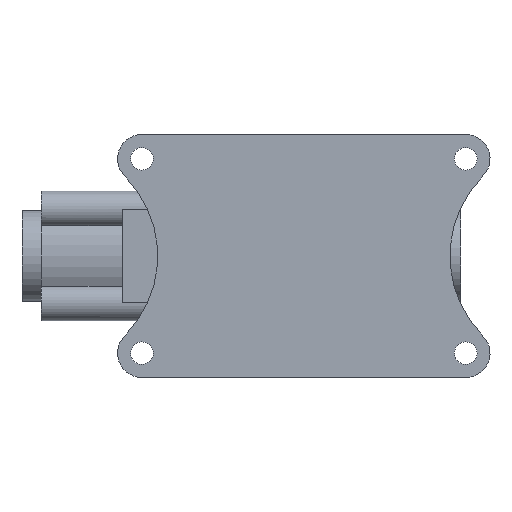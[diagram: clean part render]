
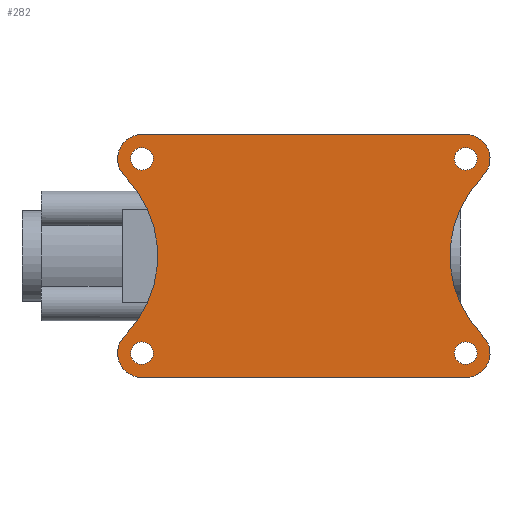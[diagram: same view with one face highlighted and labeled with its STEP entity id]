
A CAD part, front view. The second image highlights one B-rep face of the part: STEP entity #282.
In plain terms, the highlighted planar face has unit normal (0, -1, 0).
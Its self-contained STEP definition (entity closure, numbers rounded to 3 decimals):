
#33 = AXIS2_PLACEMENT_3D ( 'NONE', #2970, #2187, #1732 ) ;
#53 = VERTEX_POINT ( 'NONE', #1175 ) ;
#57 = DIRECTION ( 'NONE',  ( 0., 0., -1. ) ) ;
#58 = ORIENTED_EDGE ( 'NONE', *, *, #4636, .F. ) ;
#93 = DIRECTION ( 'NONE',  ( 0., 1., 0. ) ) ;
#142 = AXIS2_PLACEMENT_3D ( 'NONE', #1917, #4639, #3412 ) ;
#198 = CARTESIAN_POINT ( 'NONE',  ( 142.5, -45., -60. ) ) ;
#247 = DIRECTION ( 'NONE',  ( 0., 0., -1. ) ) ;
#282 = ADVANCED_FACE ( 'NONE', ( #1428, #4898, #3711, #2522, #2922 ), #3351, .F. ) ;
#286 = CIRCLE ( 'NONE', #4977, 7. ) ;
#321 = EDGE_LOOP ( 'NONE', ( #3358, #3339 ) ) ;
#371 = DIRECTION ( 'NONE',  ( 0., 0., -1. ) ) ;
#390 = AXIS2_PLACEMENT_3D ( 'NONE', #2798, #4347, #247 ) ;
#451 = ORIENTED_EDGE ( 'NONE', *, *, #2853, .F. ) ;
#490 = CARTESIAN_POINT ( 'NONE',  ( -57.5, -45., -53. ) ) ;
#530 = ORIENTED_EDGE ( 'NONE', *, *, #4297, .F. ) ;
#569 = DIRECTION ( 'NONE',  ( 1., 0., 0. ) ) ;
#574 = DIRECTION ( 'NONE',  ( 0., 1., 0. ) ) ;
#721 = CARTESIAN_POINT ( 'NONE',  ( -57.5, -45., 53. ) ) ;
#793 = AXIS2_PLACEMENT_3D ( 'NONE', #2421, #93, #4726 ) ;
#855 = CARTESIAN_POINT ( 'NONE',  ( 142.5, -45., 60. ) ) ;
#862 = AXIS2_PLACEMENT_3D ( 'NONE', #1650, #4749, #1275 ) ;
#920 = EDGE_CURVE ( 'NONE', #3321, #3528, #3172, .T. ) ;
#933 = VERTEX_POINT ( 'NONE', #2781 ) ;
#961 = DIRECTION ( 'NONE',  ( 0., 0., -1. ) ) ;
#1001 = LINE ( 'NONE', #2112, #1928 ) ;
#1041 = CIRCLE ( 'NONE', #2169, 15. ) ;
#1064 = VERTEX_POINT ( 'NONE', #2910 ) ;
#1139 = VERTEX_POINT ( 'NONE', #4457 ) ;
#1175 = CARTESIAN_POINT ( 'NONE',  ( 142.5, -45., -75. ) ) ;
#1197 = CIRCLE ( 'NONE', #793, 7. ) ;
#1206 = DIRECTION ( 'NONE',  ( 0., 1., 0. ) ) ;
#1223 = CARTESIAN_POINT ( 'NONE',  ( -57.5, -45., -67. ) ) ;
#1233 = CIRCLE ( 'NONE', #2767, 70. ) ;
#1264 = EDGE_CURVE ( 'NONE', #4674, #933, #2940, .T. ) ;
#1275 = DIRECTION ( 'NONE',  ( 0., 0., 1. ) ) ;
#1329 = CARTESIAN_POINT ( 'NONE',  ( 142.5, -45., -53. ) ) ;
#1337 = ORIENTED_EDGE ( 'NONE', *, *, #4908, .T. ) ;
#1366 = AXIS2_PLACEMENT_3D ( 'NONE', #1868, #3496, #3418 ) ;
#1372 = AXIS2_PLACEMENT_3D ( 'NONE', #1870, #4496, #3396 ) ;
#1380 = CARTESIAN_POINT ( 'NONE',  ( -57.5, -45., -75. ) ) ;
#1403 = AXIS2_PLACEMENT_3D ( 'NONE', #2242, #1206, #2317 ) ;
#1427 = CIRCLE ( 'NONE', #862, 7. ) ;
#1428 = FACE_BOUND ( 'NONE', #2513, .T. ) ;
#1468 = AXIS2_PLACEMENT_3D ( 'NONE', #3078, #2270, #2648 ) ;
#1539 = VERTEX_POINT ( 'NONE', #2548 ) ;
#1650 = CARTESIAN_POINT ( 'NONE',  ( -57.5, -45., 60. ) ) ;
#1711 = DIRECTION ( 'NONE',  ( 0., 1., 0. ) ) ;
#1732 = DIRECTION ( 'NONE',  ( 0., 0., 1. ) ) ;
#1768 = VERTEX_POINT ( 'NONE', #3531 ) ;
#1780 = VERTEX_POINT ( 'NONE', #1223 ) ;
#1795 = VERTEX_POINT ( 'NONE', #490 ) ;
#1822 = DIRECTION ( 'NONE',  ( 0., 1., 0. ) ) ;
#1846 = EDGE_CURVE ( 'NONE', #1539, #3953, #1427, .T. ) ;
#1868 = CARTESIAN_POINT ( 'NONE',  ( 142.5, -45., 60. ) ) ;
#1870 = CARTESIAN_POINT ( 'NONE',  ( 142.5, -45., -60. ) ) ;
#1890 = CARTESIAN_POINT ( 'NONE',  ( 142.5, -45., 53. ) ) ;
#1910 = CARTESIAN_POINT ( 'NONE',  ( 202.708, -45., 0. ) ) ;
#1917 = CARTESIAN_POINT ( 'NONE',  ( -117.708, -45., 0. ) ) ;
#1928 = VECTOR ( 'NONE', #569, 1000. ) ;
#2015 = AXIS2_PLACEMENT_3D ( 'NONE', #4263, #3092, #57 ) ;
#2088 = CIRCLE ( 'NONE', #1366, 15. ) ;
#2096 = ORIENTED_EDGE ( 'NONE', *, *, #2504, .F. ) ;
#2112 = CARTESIAN_POINT ( 'NONE',  ( -57.5, -45., 75. ) ) ;
#2120 = AXIS2_PLACEMENT_3D ( 'NONE', #855, #3999, #961 ) ;
#2142 = CARTESIAN_POINT ( 'NONE',  ( 142.5, -45., 75. ) ) ;
#2169 = AXIS2_PLACEMENT_3D ( 'NONE', #198, #1711, #2476 ) ;
#2187 = DIRECTION ( 'NONE',  ( 0., 1., 0. ) ) ;
#2242 = CARTESIAN_POINT ( 'NONE',  ( -57.5, -45., -60. ) ) ;
#2270 = DIRECTION ( 'NONE',  ( 0., 1., 0. ) ) ;
#2274 = CARTESIAN_POINT ( 'NONE',  ( -57.5, -45., 60. ) ) ;
#2317 = DIRECTION ( 'NONE',  ( 0., 0., 1. ) ) ;
#2407 = EDGE_CURVE ( 'NONE', #1795, #1780, #3410, .T. ) ;
#2421 = CARTESIAN_POINT ( 'NONE',  ( 142.5, -45., -60. ) ) ;
#2476 = DIRECTION ( 'NONE',  ( 0., 0., -1. ) ) ;
#2504 = EDGE_CURVE ( 'NONE', #1064, #2604, #1233, .T. ) ;
#2513 = EDGE_LOOP ( 'NONE', ( #3131, #4832 ) ) ;
#2522 = FACE_BOUND ( 'NONE', #3271, .T. ) ;
#2548 = CARTESIAN_POINT ( 'NONE',  ( -57.5, -45., 67. ) ) ;
#2595 = ORIENTED_EDGE ( 'NONE', *, *, #3618, .F. ) ;
#2604 = VERTEX_POINT ( 'NONE', #3590 ) ;
#2630 = EDGE_CURVE ( 'NONE', #1780, #1795, #286, .T. ) ;
#2648 = DIRECTION ( 'NONE',  ( 0., 0., -1. ) ) ;
#2761 = VERTEX_POINT ( 'NONE', #2142 ) ;
#2767 = AXIS2_PLACEMENT_3D ( 'NONE', #1910, #3840, #371 ) ;
#2781 = CARTESIAN_POINT ( 'NONE',  ( -68.125, -45., -49.412 ) ) ;
#2798 = CARTESIAN_POINT ( 'NONE',  ( -57.5, -45., 60. ) ) ;
#2853 = EDGE_CURVE ( 'NONE', #53, #4674, #3888, .T. ) ;
#2910 = CARTESIAN_POINT ( 'NONE',  ( 153.125, -45., 49.412 ) ) ;
#2922 = FACE_OUTER_BOUND ( 'NONE', #3422, .T. ) ;
#2940 = CIRCLE ( 'NONE', #1403, 15. ) ;
#2967 = EDGE_CURVE ( 'NONE', #3089, #3529, #1197, .T. ) ;
#2970 = CARTESIAN_POINT ( 'NONE',  ( -57.5, -45., -60. ) ) ;
#3078 = CARTESIAN_POINT ( 'NONE',  ( -57.5, -45., -60. ) ) ;
#3085 = CARTESIAN_POINT ( 'NONE',  ( 142.5, -45., -67. ) ) ;
#3089 = VERTEX_POINT ( 'NONE', #1329 ) ;
#3092 = DIRECTION ( 'NONE',  ( 0., 1., 0. ) ) ;
#3131 = ORIENTED_EDGE ( 'NONE', *, *, #2407, .T. ) ;
#3172 = CIRCLE ( 'NONE', #2120, 7. ) ;
#3213 = CIRCLE ( 'NONE', #142, 70. ) ;
#3214 = EDGE_CURVE ( 'NONE', #2761, #1064, #2088, .T. ) ;
#3219 = CARTESIAN_POINT ( 'NONE',  ( 142.5, -45., 67. ) ) ;
#3271 = EDGE_LOOP ( 'NONE', ( #4281, #4921 ) ) ;
#3321 = VERTEX_POINT ( 'NONE', #3219 ) ;
#3339 = ORIENTED_EDGE ( 'NONE', *, *, #3627, .T. ) ;
#3351 = PLANE ( 'NONE',  #33 ) ;
#3358 = ORIENTED_EDGE ( 'NONE', *, *, #1846, .T. ) ;
#3367 = DIRECTION ( 'NONE',  ( 0., 0., 1. ) ) ;
#3396 = DIRECTION ( 'NONE',  ( 0., 0., 1. ) ) ;
#3410 = CIRCLE ( 'NONE', #1468, 7. ) ;
#3412 = DIRECTION ( 'NONE',  ( 0., 0., 1. ) ) ;
#3418 = DIRECTION ( 'NONE',  ( 0., 0., 1. ) ) ;
#3422 = EDGE_LOOP ( 'NONE', ( #3869, #451, #530, #2096, #3878, #58, #3894, #2595 ) ) ;
#3496 = DIRECTION ( 'NONE',  ( 0., 1., 0. ) ) ;
#3518 = EDGE_LOOP ( 'NONE', ( #4047, #1337 ) ) ;
#3528 = VERTEX_POINT ( 'NONE', #1890 ) ;
#3529 = VERTEX_POINT ( 'NONE', #3085 ) ;
#3531 = CARTESIAN_POINT ( 'NONE',  ( -57.5, -45., 75. ) ) ;
#3547 = CIRCLE ( 'NONE', #390, 15. ) ;
#3590 = CARTESIAN_POINT ( 'NONE',  ( 153.125, -45., -49.412 ) ) ;
#3618 = EDGE_CURVE ( 'NONE', #933, #1139, #3213, .T. ) ;
#3627 = EDGE_CURVE ( 'NONE', #3953, #1539, #3858, .T. ) ;
#3666 = DIRECTION ( 'NONE',  ( 0., 0., -1. ) ) ;
#3711 = FACE_BOUND ( 'NONE', #3518, .T. ) ;
#3834 = CARTESIAN_POINT ( 'NONE',  ( -57.5, -45., -75. ) ) ;
#3840 = DIRECTION ( 'NONE',  ( 0., -1., 0. ) ) ;
#3858 = CIRCLE ( 'NONE', #4513, 7. ) ;
#3869 = ORIENTED_EDGE ( 'NONE', *, *, #1264, .F. ) ;
#3878 = ORIENTED_EDGE ( 'NONE', *, *, #3214, .F. ) ;
#3888 = LINE ( 'NONE', #3834, #4500 ) ;
#3894 = ORIENTED_EDGE ( 'NONE', *, *, #4205, .F. ) ;
#3953 = VERTEX_POINT ( 'NONE', #721 ) ;
#3962 = CIRCLE ( 'NONE', #1372, 7. ) ;
#3999 = DIRECTION ( 'NONE',  ( 0., 1., 0. ) ) ;
#4046 = CARTESIAN_POINT ( 'NONE',  ( -57.5, -45., -60. ) ) ;
#4047 = ORIENTED_EDGE ( 'NONE', *, *, #920, .T. ) ;
#4200 = CIRCLE ( 'NONE', #2015, 7. ) ;
#4205 = EDGE_CURVE ( 'NONE', #1139, #1768, #3547, .T. ) ;
#4263 = CARTESIAN_POINT ( 'NONE',  ( 142.5, -45., 60. ) ) ;
#4281 = ORIENTED_EDGE ( 'NONE', *, *, #2967, .T. ) ;
#4297 = EDGE_CURVE ( 'NONE', #2604, #53, #1041, .T. ) ;
#4347 = DIRECTION ( 'NONE',  ( 0., 1., 0. ) ) ;
#4457 = CARTESIAN_POINT ( 'NONE',  ( -68.125, -45., 49.412 ) ) ;
#4496 = DIRECTION ( 'NONE',  ( 0., 1., 0. ) ) ;
#4500 = VECTOR ( 'NONE', #4601, 1000. ) ;
#4513 = AXIS2_PLACEMENT_3D ( 'NONE', #2274, #1822, #3367 ) ;
#4601 = DIRECTION ( 'NONE',  ( -1., 0., 0. ) ) ;
#4636 = EDGE_CURVE ( 'NONE', #1768, #2761, #1001, .T. ) ;
#4639 = DIRECTION ( 'NONE',  ( 0., -1., 0. ) ) ;
#4674 = VERTEX_POINT ( 'NONE', #1380 ) ;
#4726 = DIRECTION ( 'NONE',  ( 0., 0., 1. ) ) ;
#4749 = DIRECTION ( 'NONE',  ( 0., 1., 0. ) ) ;
#4832 = ORIENTED_EDGE ( 'NONE', *, *, #2630, .T. ) ;
#4867 = EDGE_CURVE ( 'NONE', #3529, #3089, #3962, .T. ) ;
#4898 = FACE_BOUND ( 'NONE', #321, .T. ) ;
#4908 = EDGE_CURVE ( 'NONE', #3528, #3321, #4200, .T. ) ;
#4921 = ORIENTED_EDGE ( 'NONE', *, *, #4867, .T. ) ;
#4977 = AXIS2_PLACEMENT_3D ( 'NONE', #4046, #574, #3666 ) ;
